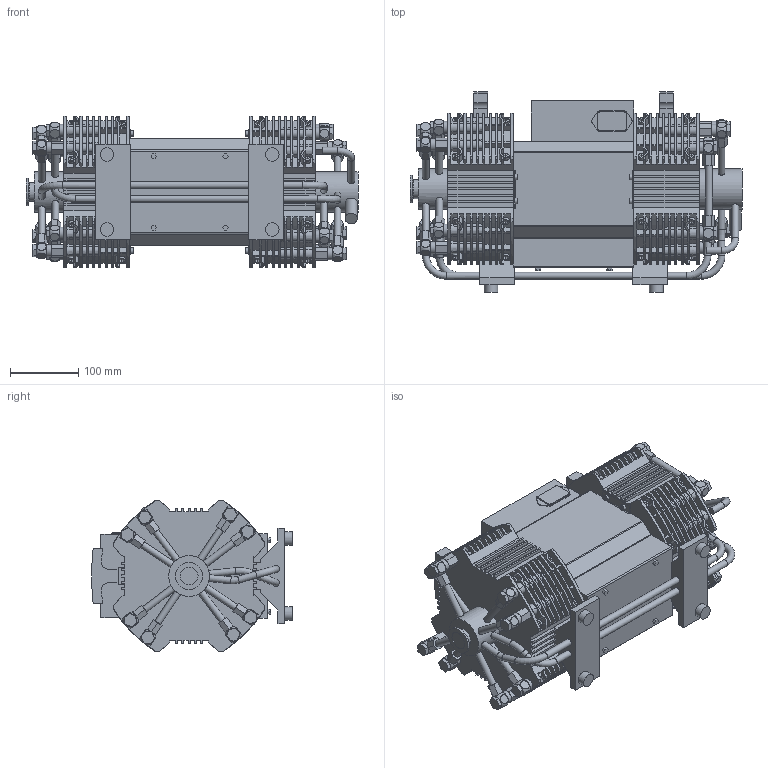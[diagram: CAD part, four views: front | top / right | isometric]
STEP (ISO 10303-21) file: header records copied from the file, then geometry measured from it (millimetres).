
FILE_DESCRIPTION((''),'2;1');
FILE_NAME('PK900611.stp','2010-05-26T08:48:45',('WANGORSCH-V'),(''),'Autodesk Inventor 2009','Autodesk Inventor 2009','');
FILE_SCHEMA(('CONFIG_CONTROL_DESIGN'));
Length unit declared in the file: millimetre
Products named in the file (1): PK900611
Bounding box: 486 x 293.45 x 221.9 mm (x, y, z)
Volume: 13748167.2 mm3; surface area: 799386.1 mm2
Topology: 1 solids, 2 shells, 2817 faces, 7786 edges, 5131 vertices
Faces by surface type: plane 1940, cylinder 466, bspline 386, sphere 15, torus 9, cone 1
Full cylindrical faces by diameter (mm): 8.097 x8, 9 x1, 10 x62, 12.3 x15, 18 x16, 20 x4, 26.2 x1, 28 x1, 40 x1, 59.5 x2
Entity records: 113533 total; most frequent: CARTESIAN_POINT 42514, ORIENTED_EDGE 15056, DIRECTION 12384, EDGE_CURVE 7528, VECTOR 5122, LINE 5122, VERTEX_POINT 5024, AXIS2_PLACEMENT_3D 3631
